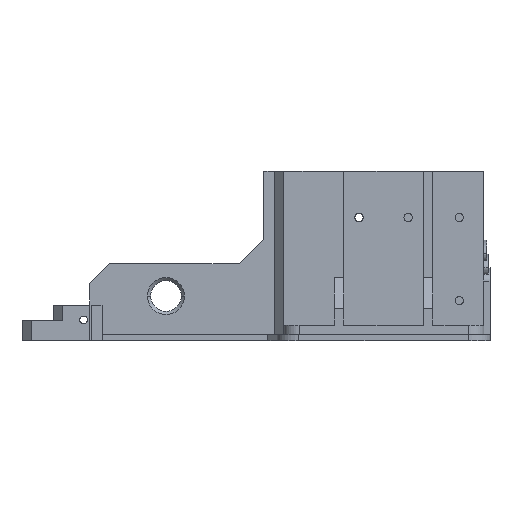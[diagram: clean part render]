
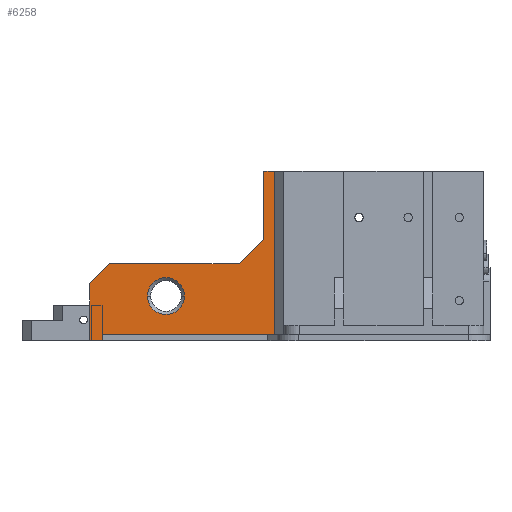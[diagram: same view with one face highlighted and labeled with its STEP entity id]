
A CAD part, front view. The second image highlights one B-rep face of the part: STEP entity #6258.
In plain terms, the highlighted face is planar.
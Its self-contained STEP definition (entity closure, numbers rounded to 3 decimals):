
#53 = AXIS2_PLACEMENT_3D ( 'NONE', #8040, #5469, #2823 ) ;
#196 = VECTOR ( 'NONE', #15304, 1000. ) ;
#374 = DIRECTION ( 'NONE',  ( 0., -1., 0. ) ) ;
#458 = DIRECTION ( 'NONE',  ( 0., 0., 1. ) ) ;
#465 = DIRECTION ( 'NONE',  ( -1., 0., 0. ) ) ;
#543 = EDGE_CURVE ( 'NONE', #8866, #606, #12953, .T. ) ;
#601 = VECTOR ( 'NONE', #14094, 1000. ) ;
#606 = VERTEX_POINT ( 'NONE', #15184 ) ;
#756 = EDGE_CURVE ( 'NONE', #7801, #5800, #11906, .T. ) ;
#858 = FACE_OUTER_BOUND ( 'NONE', #1344, .T. ) ;
#1133 = CARTESIAN_POINT ( 'NONE',  ( -46.916, 27.5, 85. ) ) ;
#1223 = CARTESIAN_POINT ( 'NONE',  ( -54.916, -2.5, 85. ) ) ;
#1344 = EDGE_LOOP ( 'NONE', ( #6524, #6397, #13920, #10127, #16169, #4511, #10344, #9684, #9698, #14914 ) ) ;
#1462 = CARTESIAN_POINT ( 'NONE',  ( -103.416, -9., 85. ) ) ;
#1475 = ORIENTED_EDGE ( 'NONE', *, *, #3095, .F. ) ;
#1510 = DIRECTION ( 'NONE',  ( 1., 0., 0. ) ) ;
#1876 = EDGE_CURVE ( 'NONE', #5800, #7561, #4170, .T. ) ;
#1882 = LINE ( 'NONE', #8388, #13669 ) ;
#1964 = VERTEX_POINT ( 'NONE', #17046 ) ;
#2127 = CARTESIAN_POINT ( 'NONE',  ( -99.416, -27.5, 85. ) ) ;
#2232 = EDGE_CURVE ( 'NONE', #15056, #9718, #14500, .T. ) ;
#2376 = CARTESIAN_POINT ( 'NONE',  ( -103.416, -27.5, 85. ) ) ;
#2823 = DIRECTION ( 'NONE',  ( 1., 0., 0. ) ) ;
#2918 = CARTESIAN_POINT ( 'NONE',  ( -103.416, -9., 85. ) ) ;
#3095 = EDGE_CURVE ( 'NONE', #9718, #15056, #11545, .T. ) ;
#3390 = EDGE_CURVE ( 'NONE', #606, #7886, #7430, .T. ) ;
#3650 = CARTESIAN_POINT ( 'NONE',  ( -99.416, -27.5, 85. ) ) ;
#4033 = EDGE_LOOP ( 'NONE', ( #16616, #1475 ) ) ;
#4170 = LINE ( 'NONE', #10993, #4813 ) ;
#4227 = DIRECTION ( 'NONE',  ( -1., 0., 0. ) ) ;
#4303 = AXIS2_PLACEMENT_3D ( 'NONE', #10970, #458, #5810 ) ;
#4429 = CARTESIAN_POINT ( 'NONE',  ( -103.416, 27.5, 85. ) ) ;
#4511 = ORIENTED_EDGE ( 'NONE', *, *, #1876, .F. ) ;
#4813 = VECTOR ( 'NONE', #10936, 1000. ) ;
#4890 = LINE ( 'NONE', #15861, #11943 ) ;
#4926 = EDGE_CURVE ( 'NONE', #1964, #6376, #9575, .T. ) ;
#5271 = VECTOR ( 'NONE', #4227, 1000. ) ;
#5384 = DIRECTION ( 'NONE',  ( 0.707, 0.707, 0. ) ) ;
#5411 = LINE ( 'NONE', #6937, #196 ) ;
#5469 = DIRECTION ( 'NONE',  ( 0., 0., 1. ) ) ;
#5524 = CARTESIAN_POINT ( 'NONE',  ( -100.416, -25.5, 85. ) ) ;
#5651 = PLANE ( 'NONE',  #16558 ) ;
#5800 = VERTEX_POINT ( 'NONE', #1223 ) ;
#5810 = DIRECTION ( 'NONE',  ( 1., 0., 0. ) ) ;
#5850 = FACE_BOUND ( 'NONE', #4033, .T. ) ;
#6258 = ADVANCED_FACE ( 'NONE', ( #858, #5850 ), #5651, .F. ) ;
#6328 = EDGE_CURVE ( 'NONE', #15122, #12660, #1882, .T. ) ;
#6376 = VERTEX_POINT ( 'NONE', #7132 ) ;
#6397 = ORIENTED_EDGE ( 'NONE', *, *, #4926, .F. ) ;
#6447 = DIRECTION ( 'NONE',  ( 0., 1., 0. ) ) ;
#6524 = ORIENTED_EDGE ( 'NONE', *, *, #16846, .T. ) ;
#6937 = CARTESIAN_POINT ( 'NONE',  ( -43.416, -27.5, 85. ) ) ;
#7132 = CARTESIAN_POINT ( 'NONE',  ( -99.416, -25.5, 85. ) ) ;
#7430 = LINE ( 'NONE', #2376, #13197 ) ;
#7561 = VERTEX_POINT ( 'NONE', #15162 ) ;
#7801 = VERTEX_POINT ( 'NONE', #15035 ) ;
#7886 = VERTEX_POINT ( 'NONE', #3650 ) ;
#8040 = CARTESIAN_POINT ( 'NONE',  ( -78.666, -13., 85. ) ) ;
#8388 = CARTESIAN_POINT ( 'NONE',  ( -59.416, 27.5, 85. ) ) ;
#8866 = VERTEX_POINT ( 'NONE', #1462 ) ;
#8881 = LINE ( 'NONE', #2127, #601 ) ;
#9575 = LINE ( 'NONE', #5524, #5271 ) ;
#9684 = ORIENTED_EDGE ( 'NONE', *, *, #15550, .F. ) ;
#9698 = ORIENTED_EDGE ( 'NONE', *, *, #543, .T. ) ;
#9718 = VERTEX_POINT ( 'NONE', #15819 ) ;
#10074 = DIRECTION ( 'NONE',  ( 1., 0., 0. ) ) ;
#10127 = ORIENTED_EDGE ( 'NONE', *, *, #6328, .T. ) ;
#10216 = EDGE_CURVE ( 'NONE', #15122, #1964, #5411, .T. ) ;
#10344 = ORIENTED_EDGE ( 'NONE', *, *, #756, .F. ) ;
#10936 = DIRECTION ( 'NONE',  ( 0.707, 0.707, 0. ) ) ;
#10970 = CARTESIAN_POINT ( 'NONE',  ( -78.666, -13., 85. ) ) ;
#10993 = CARTESIAN_POINT ( 'NONE',  ( -30.166, 22.25, 85. ) ) ;
#11291 = CARTESIAN_POINT ( 'NONE',  ( -84.666, -13., 85. ) ) ;
#11545 = CIRCLE ( 'NONE', #4303, 6. ) ;
#11604 = DIRECTION ( 'NONE',  ( 1., 0., 0. ) ) ;
#11690 = VECTOR ( 'NONE', #374, 1000. ) ;
#11906 = LINE ( 'NONE', #12672, #15896 ) ;
#11943 = VECTOR ( 'NONE', #6447, 1000. ) ;
#12660 = VERTEX_POINT ( 'NONE', #1133 ) ;
#12672 = CARTESIAN_POINT ( 'NONE',  ( -103.416, -2.5, 85. ) ) ;
#12713 = LINE ( 'NONE', #2918, #15649 ) ;
#12953 = LINE ( 'NONE', #4429, #11690 ) ;
#13197 = VECTOR ( 'NONE', #11604, 1000. ) ;
#13669 = VECTOR ( 'NONE', #465, 1000. ) ;
#13729 = CARTESIAN_POINT ( 'NONE',  ( -43.416, 27.5, 85. ) ) ;
#13773 = EDGE_CURVE ( 'NONE', #7561, #12660, #4890, .T. ) ;
#13920 = ORIENTED_EDGE ( 'NONE', *, *, #10216, .F. ) ;
#14094 = DIRECTION ( 'NONE',  ( 0., 1., 0. ) ) ;
#14500 = CIRCLE ( 'NONE', #53, 6. ) ;
#14866 = DIRECTION ( 'NONE',  ( 0., 0., -1. ) ) ;
#14914 = ORIENTED_EDGE ( 'NONE', *, *, #3390, .T. ) ;
#15035 = CARTESIAN_POINT ( 'NONE',  ( -96.916, -2.5, 85. ) ) ;
#15056 = VERTEX_POINT ( 'NONE', #11291 ) ;
#15122 = VERTEX_POINT ( 'NONE', #13729 ) ;
#15162 = CARTESIAN_POINT ( 'NONE',  ( -46.916, 5.5, 85. ) ) ;
#15184 = CARTESIAN_POINT ( 'NONE',  ( -103.416, -27.5, 85. ) ) ;
#15304 = DIRECTION ( 'NONE',  ( 0., -1., 0. ) ) ;
#15550 = EDGE_CURVE ( 'NONE', #8866, #7801, #12713, .T. ) ;
#15649 = VECTOR ( 'NONE', #5384, 1000. ) ;
#15819 = CARTESIAN_POINT ( 'NONE',  ( -72.666, -13., 85. ) ) ;
#15861 = CARTESIAN_POINT ( 'NONE',  ( -46.916, -27.5, 85. ) ) ;
#15896 = VECTOR ( 'NONE', #10074, 1000. ) ;
#16169 = ORIENTED_EDGE ( 'NONE', *, *, #13773, .F. ) ;
#16172 = CARTESIAN_POINT ( 'NONE',  ( 19.584, -27.5, 85. ) ) ;
#16558 = AXIS2_PLACEMENT_3D ( 'NONE', #16172, #14866, #1510 ) ;
#16616 = ORIENTED_EDGE ( 'NONE', *, *, #2232, .F. ) ;
#16846 = EDGE_CURVE ( 'NONE', #7886, #6376, #8881, .T. ) ;
#17046 = CARTESIAN_POINT ( 'NONE',  ( -43.416, -25.5, 85. ) ) ;
